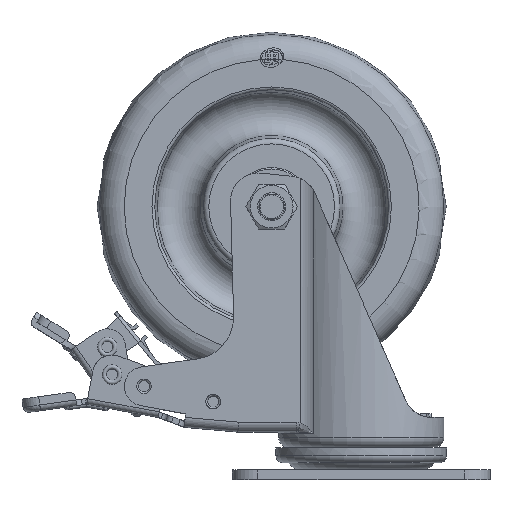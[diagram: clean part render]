
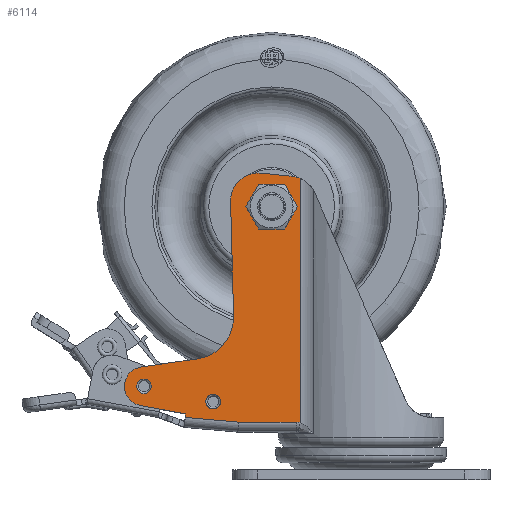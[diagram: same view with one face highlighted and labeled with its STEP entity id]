
A CAD part, top view. The second image highlights one B-rep face of the part: STEP entity #6114.
In plain terms, the highlighted planar face has unit normal (0, 0, 1).
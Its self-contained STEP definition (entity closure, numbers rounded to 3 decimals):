
#171=VERTEX_LOOP('',#14923);
#877=LINE('',#32915,#2155);
#887=LINE('',#32938,#2165);
#912=LINE('',#33115,#2190);
#914=LINE('',#33131,#2192);
#915=LINE('',#33133,#2193);
#916=LINE('',#33137,#2194);
#917=LINE('',#33139,#2195);
#918=LINE('',#33141,#2196);
#919=LINE('',#33143,#2197);
#920=LINE('',#33151,#2198);
#2155=VECTOR('',#22823,1.);
#2165=VECTOR('',#22837,1.);
#2190=VECTOR('',#22926,1.);
#2192=VECTOR('',#22932,1.);
#2193=VECTOR('',#22933,1.);
#2194=VECTOR('',#22936,1.);
#2195=VECTOR('',#22937,1.);
#2196=VECTOR('',#22938,1.);
#2197=VECTOR('',#22939,1.);
#2198=VECTOR('',#22942,1.);
#4267=B_SPLINE_CURVE_WITH_KNOTS('',3,(#33145,#33146,#33147,#33148),
 .UNSPECIFIED.,.F.,.F.,(4,4),(0.,1.),.UNSPECIFIED.);
#6114=ADVANCED_FACE('',(#7307,#7308,#7309,#7310,#7311),#6865,.F.);
#6865=PLANE('',#19699);
#7307=FACE_BOUND('',#171,.T.);
#7308=FACE_BOUND('',#8184,.T.);
#7309=FACE_BOUND('',#8185,.T.);
#7310=FACE_BOUND('',#8186,.T.);
#7311=FACE_BOUND('',#8187,.T.);
#8184=EDGE_LOOP('',(#11654,#11655,#11656,#11657,#11658,#11659,#11660,#11661,
#11662,#11663,#11664,#11665,#11666,#11667,#11668));
#8185=EDGE_LOOP('',(#11669));
#8186=EDGE_LOOP('',(#11670));
#8187=EDGE_LOOP('',(#11671));
#11654=ORIENTED_EDGE('',*,*,#17140,.T.);
#11655=ORIENTED_EDGE('',*,*,#17141,.F.);
#11656=ORIENTED_EDGE('',*,*,#17142,.F.);
#11657=ORIENTED_EDGE('',*,*,#17143,.T.);
#11658=ORIENTED_EDGE('',*,*,#17144,.F.);
#11659=ORIENTED_EDGE('',*,*,#17145,.T.);
#11660=ORIENTED_EDGE('',*,*,#17146,.T.);
#11661=ORIENTED_EDGE('',*,*,#17147,.T.);
#11662=ORIENTED_EDGE('',*,*,#17136,.T.);
#11663=ORIENTED_EDGE('',*,*,#17148,.F.);
#11664=ORIENTED_EDGE('',*,*,#17149,.F.);
#11665=ORIENTED_EDGE('',*,*,#17150,.F.);
#11666=ORIENTED_EDGE('',*,*,#17074,.T.);
#11667=ORIENTED_EDGE('',*,*,#17151,.T.);
#11668=ORIENTED_EDGE('',*,*,#17064,.F.);
#11669=ORIENTED_EDGE('',*,*,#17152,.T.);
#11670=ORIENTED_EDGE('',*,*,#16459,.T.);
#11671=ORIENTED_EDGE('',*,*,#17153,.T.);
#14436=VERTEX_POINT('',#29560);
#14857=VERTEX_POINT('',#32916);
#14858=VERTEX_POINT('',#32917);
#14867=VERTEX_POINT('',#32937);
#14868=VERTEX_POINT('',#32939);
#14921=VERTEX_POINT('',#33114);
#14922=VERTEX_POINT('',#33116);
#14923=VERTEX_POINT('',#33130);
#14924=VERTEX_POINT('',#33132);
#14925=VERTEX_POINT('',#33134);
#14926=VERTEX_POINT('',#33136);
#14927=VERTEX_POINT('',#33138);
#14928=VERTEX_POINT('',#33140);
#14929=VERTEX_POINT('',#33142);
#14930=VERTEX_POINT('',#33144);
#14931=VERTEX_POINT('',#33150);
#14932=VERTEX_POINT('',#33152);
#14933=VERTEX_POINT('',#33156);
#14934=VERTEX_POINT('',#33158);
#16459=EDGE_CURVE('',#14436,#14436,#18321,.T.);
#17064=EDGE_CURVE('',#14857,#14858,#877,.T.);
#17074=EDGE_CURVE('',#14868,#14867,#887,.T.);
#17136=EDGE_CURVE('',#14922,#14921,#912,.T.);
#17140=EDGE_CURVE('',#14857,#14924,#914,.T.);
#17141=EDGE_CURVE('',#14925,#14924,#915,.T.);
#17142=EDGE_CURVE('',#14926,#14925,#18530,.T.);
#17143=EDGE_CURVE('',#14926,#14927,#916,.T.);
#17144=EDGE_CURVE('',#14928,#14927,#917,.T.);
#17145=EDGE_CURVE('',#14928,#14929,#918,.T.);
#17146=EDGE_CURVE('',#14929,#14930,#919,.T.);
#17147=EDGE_CURVE('',#14930,#14922,#4267,.T.);
#17148=EDGE_CURVE('',#14931,#14921,#18531,.T.);
#17149=EDGE_CURVE('',#14932,#14931,#920,.T.);
#17150=EDGE_CURVE('',#14868,#14932,#18532,.T.);
#17151=EDGE_CURVE('',#14867,#14858,#18533,.T.);
#17152=EDGE_CURVE('',#14933,#14933,#18534,.T.);
#17153=EDGE_CURVE('',#14934,#14934,#18535,.T.);
#18321=CIRCLE('',#19236,2.6);
#18530=CIRCLE('',#19693,7.);
#18531=CIRCLE('',#19694,10.);
#18532=CIRCLE('',#19695,10.);
#18533=CIRCLE('',#19696,15.);
#18534=CIRCLE('',#19697,5.15);
#18535=CIRCLE('',#19698,2.6);
#19236=AXIS2_PLACEMENT_3D('',#29559,#21727,#21728);
#19693=AXIS2_PLACEMENT_3D('',#33135,#22934,#22935);
#19694=AXIS2_PLACEMENT_3D('',#33149,#22940,#22941);
#19695=AXIS2_PLACEMENT_3D('',#33153,#22943,#22944);
#19696=AXIS2_PLACEMENT_3D('',#33154,#22945,#22946);
#19697=AXIS2_PLACEMENT_3D('',#33155,#22947,#22948);
#19698=AXIS2_PLACEMENT_3D('',#33157,#22949,#22950);
#19699=AXIS2_PLACEMENT_3D('',#33159,#22951,#22952);
#21727=DIRECTION('',(0.,0.,-1.));
#21728=DIRECTION('',(-1.,0.,0.));
#22823=DIRECTION('',(0.99,0.139,0.));
#22837=DIRECTION('',(0.026,-1.,0.));
#22926=DIRECTION('',(0.,1.,0.));
#22932=DIRECTION('',(0.89,-0.456,0.));
#22933=DIRECTION('',(0.99,0.139,0.));
#22934=DIRECTION('',(0.,0.,-1.));
#22935=DIRECTION('',(-1.,0.,0.));
#22936=DIRECTION('',(0.983,-0.182,0.));
#22937=DIRECTION('',(0.087,0.996,0.));
#22938=DIRECTION('',(0.996,-0.087,0.));
#22939=DIRECTION('',(1.,0.,0.));
#22940=DIRECTION('',(0.,0.,-1.));
#22941=DIRECTION('',(-1.,0.,0.));
#22942=DIRECTION('',(0.995,-0.105,0.));
#22943=DIRECTION('',(0.,0.,-1.));
#22944=DIRECTION('',(-1.,0.,0.));
#22945=DIRECTION('',(0.,0.,-1.));
#22946=DIRECTION('',(-1.,0.,0.));
#22947=DIRECTION('',(0.,0.,-1.));
#22948=DIRECTION('',(-1.,0.,0.));
#22949=DIRECTION('',(0.,0.,-1.));
#22950=DIRECTION('',(-1.,0.,0.));
#22951=DIRECTION('',(0.,0.,-1.));
#22952=DIRECTION('',(-1.,0.,0.));
#29559=CARTESIAN_POINT('',(139.776,20.906,27.221));
#29560=CARTESIAN_POINT('',(137.176,20.906,27.221));
#32915=CARTESIAN_POINT('',(172.92,41.631,27.221));
#32916=CARTESIAN_POINT('',(123.472,34.689,27.221));
#32917=CARTESIAN_POINT('',(134.163,36.19,27.221));
#32937=CARTESIAN_POINT('',(147.072,51.436,27.221));
#32938=CARTESIAN_POINT('',(147.329,41.6,27.221));
#32939=CARTESIAN_POINT('',(146.003,92.364,27.221));
#33114=CARTESIAN_POINT('',(170.859,100.664,27.221));
#33115=CARTESIAN_POINT('',(170.859,30.106,27.221));
#33116=CARTESIAN_POINT('',(170.859,13.46,27.221));
#33130=CARTESIAN_POINT('',(137.026,20.906,27.221));
#33131=CARTESIAN_POINT('',(165.796,13.027,27.221));
#33132=CARTESIAN_POINT('',(123.527,34.661,27.221));
#33133=CARTESIAN_POINT('',(167.531,40.839,27.221));
#33134=CARTESIAN_POINT('',(114.103,33.338,27.221));
#33135=CARTESIAN_POINT('',(115.076,26.406,27.221));
#33136=CARTESIAN_POINT('',(113.804,19.523,27.221));
#33137=CARTESIAN_POINT('',(165.323,10.002,27.221));
#33138=CARTESIAN_POINT('',(129.898,16.549,27.221));
#33139=CARTESIAN_POINT('',(131.414,33.879,27.221));
#33140=CARTESIAN_POINT('',(129.786,15.266,27.221));
#33141=CARTESIAN_POINT('',(148.92,13.592,27.221));
#33142=CARTESIAN_POINT('',(148.768,13.606,27.221));
#33143=CARTESIAN_POINT('',(174.538,13.606,27.221));
#33144=CARTESIAN_POINT('',(169.46,13.606,27.221));
#33145=CARTESIAN_POINT('',(169.46,13.606,27.221));
#33146=CARTESIAN_POINT('',(169.929,13.606,27.221));
#33147=CARTESIAN_POINT('',(170.4,13.556,27.221));
#33148=CARTESIAN_POINT('',(170.859,13.46,27.221));
#33149=CARTESIAN_POINT('',(166.905,91.478,27.221));
#33150=CARTESIAN_POINT('',(167.951,101.424,27.221));
#33151=CARTESIAN_POINT('',(181.883,99.959,27.221));
#33152=CARTESIAN_POINT('',(157.045,102.57,27.221));
#33153=CARTESIAN_POINT('',(155.999,92.625,27.221));
#33154=CARTESIAN_POINT('',(132.077,51.045,27.221));
#33155=CARTESIAN_POINT('',(160.676,90.572,27.221));
#33156=CARTESIAN_POINT('',(155.526,90.572,27.221));
#33157=CARTESIAN_POINT('',(115.076,26.406,27.221));
#33158=CARTESIAN_POINT('',(112.476,26.406,27.221));
#33159=CARTESIAN_POINT('',(174.538,30.106,27.221));
